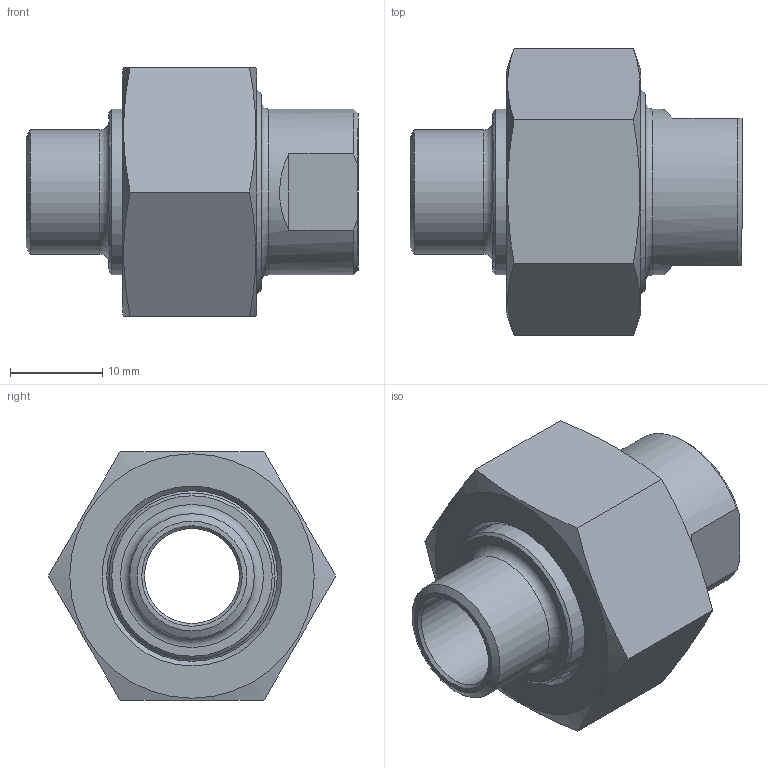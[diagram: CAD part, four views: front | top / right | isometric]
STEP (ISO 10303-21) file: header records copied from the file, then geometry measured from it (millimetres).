
FILE_DESCRIPTION(/* description */ (''),/* implementation_level */ '2;1');
FILE_NAME(/* name */ '3D_R134-SE-G-13.5-DN8_17101800.stp',/* time_stamp */ '2021-06-25T13:32:23+02:00',/* author */ ('cad'),/* organization */ (''),/* preprocessor_version */ 'ST-DEVELOPER v18.1',/* originating_system */ 'Autodesk Inventor 2022',/* authorisation */ '');
FILE_SCHEMA (('AUTOMOTIVE_DESIGN { 1 0 10303 214 3 1 1 }'));
Length unit declared in the file: millimetre
Products named in the file (4): 3D_R134-SE-G-13.5-DN8_17101800; 3D_R134-M-DN8_171011600; 3D_R134-G-DN8_171011300; 3D_R134-SE-13.5-13.5_171011200
Assembly tree (3 placements, depth 2):
  3D_R134-SE-G-13.5-DN8_17101800
    3D_R134-M-DN8_171011600
    3D_R134-G-DN8_171011300
    3D_R134-SE-13.5-13.5_171011200
Bounding box: 36 x 31.18 x 27 mm (x, y, z)
Volume: 9989.2 mm3; surface area: 7566 mm2
Topology: 3 solids, 3 shells, 58 faces, 130 edges, 85 vertices
Faces by surface type: plane 23, cone 17, cylinder 10, torus 8
Full cylindrical faces by diameter (mm): 10.3 x1, 11.445 x1, 11.9 x1, 13.5 x1, 18 x2, 18.5 x1, 22 x1, 22.376 x1, 23.85 x1
Entity records: 1788 total; most frequent: DIRECTION 319, CARTESIAN_POINT 312, ORIENTED_EDGE 260, AXIS2_PLACEMENT_3D 140, EDGE_CURVE 130, VERTEX_POINT 85, CIRCLE 73, EDGE_LOOP 71
